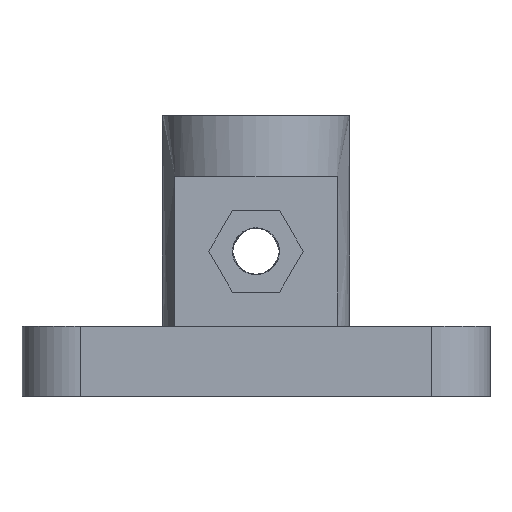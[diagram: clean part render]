
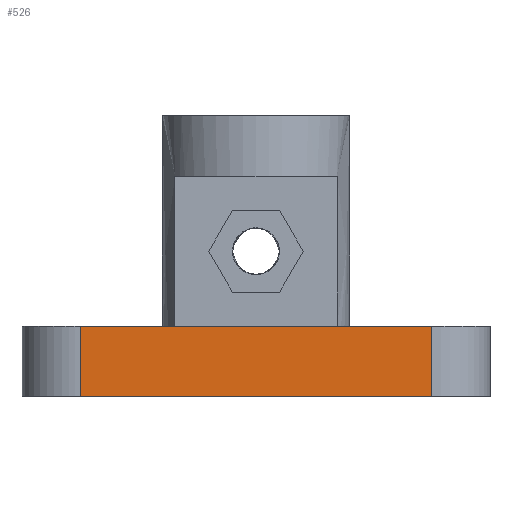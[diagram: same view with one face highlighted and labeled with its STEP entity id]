
A CAD part, left-side view. The second image highlights one B-rep face of the part: STEP entity #526.
In plain terms, the highlighted free-form (B-spline) face has degree [2, 1] with [3, 2] control points.
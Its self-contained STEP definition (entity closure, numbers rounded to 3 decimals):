
#46 = PLANE('',#47);
#47 = AXIS2_PLACEMENT_3D('',#48,#49,#50);
#48 = CARTESIAN_POINT('',(-3.365,44.871,1.703
    ));
#49 = DIRECTION('',(0.,0.,-1.));
#50 = DIRECTION('',(-1.,0.,0.));
#103 = PLANE('',#104);
#104 = AXIS2_PLACEMENT_3D('',#105,#106,#107);
#105 = CARTESIAN_POINT('',(-3.365,44.871,
    7.703));
#106 = DIRECTION('',(0.,0.,1.));
#107 = DIRECTION('',(1.,0.,0.));
#128 = ( BOUNDED_SURFACE() B_SPLINE_SURFACE(2,1,(
    (#129,#130)
    ,(#131,#132)
,(#133,#134
    )),.UNSPECIFIED.,.F.,.F.,.F.) B_SPLINE_SURFACE_WITH_KNOTS((3,3),(2,2
    ),(506.416,514.27),(0.,6.),
.PIECEWISE_BEZIER_KNOTS.) GEOMETRIC_REPRESENTATION_ITEM() 
RATIONAL_B_SPLINE_SURFACE((
    (1.,1.)
    ,(0.707,0.707)
,(1.,1.))) REPRESENTATION_ITEM('') SURFACE() );
#129 = CARTESIAN_POINT('',(1.635,4.871,1.703)
  );
#130 = CARTESIAN_POINT('',(1.635,4.871,7.703)
  );
#131 = CARTESIAN_POINT('',(1.635,-0.129,1.703
    ));
#132 = CARTESIAN_POINT('',(1.635,-0.129,7.703
    ));
#133 = CARTESIAN_POINT('',(6.635,-0.129,1.703
    ));
#134 = CARTESIAN_POINT('',(6.635,-0.129,7.703
    ));
#414 = ( BOUNDED_SURFACE() B_SPLINE_SURFACE(2,1,(
    (#415,#416)
    ,(#417,#418)
,(#419,#420
    )),.UNSPECIFIED.,.F.,.F.,.F.) B_SPLINE_SURFACE_WITH_KNOTS((3,3),(2,2
    ),(468.562,476.416),(0.,6.),
.PIECEWISE_BEZIER_KNOTS.) GEOMETRIC_REPRESENTATION_ITEM() 
RATIONAL_B_SPLINE_SURFACE((
    (1.,1.)
    ,(0.707,0.707)
,(1.,1.))) REPRESENTATION_ITEM('') SURFACE() );
#415 = CARTESIAN_POINT('',(6.635,39.871,1.703
    ));
#416 = CARTESIAN_POINT('',(6.635,39.871,7.703
    ));
#417 = CARTESIAN_POINT('',(1.635,39.871,1.703
    ));
#418 = CARTESIAN_POINT('',(1.635,39.871,7.703
    ));
#419 = CARTESIAN_POINT('',(1.635,34.871,1.703
    ));
#420 = CARTESIAN_POINT('',(1.635,34.871,7.703
    ));
#454 = VERTEX_POINT('',#455);
#455 = CARTESIAN_POINT('',(1.635,34.871,1.703
    ));
#476 = EDGE_CURVE('',#454,#477,#479,.T.);
#477 = VERTEX_POINT('',#478);
#478 = CARTESIAN_POINT('',(1.635,34.871,7.703
    ));
#479 = SURFACE_CURVE('',#480,(#483,#490),.PCURVE_S1.);
#480 = B_SPLINE_CURVE_WITH_KNOTS('',1,(#481,#482),.UNSPECIFIED.,.F.,.F.,
  (2,2),(0.,6.),.PIECEWISE_BEZIER_KNOTS.);
#481 = CARTESIAN_POINT('',(1.635,34.871,1.703
    ));
#482 = CARTESIAN_POINT('',(1.635,34.871,7.703
    ));
#483 = PCURVE('',#414,#484);
#484 = DEFINITIONAL_REPRESENTATION('',(#485),#489);
#485 = LINE('',#486,#487);
#486 = CARTESIAN_POINT('',(476.416,0.));
#487 = VECTOR('',#488,1.);
#488 = DIRECTION('',(0.,1.));
#489 = ( GEOMETRIC_REPRESENTATION_CONTEXT(2) 
PARAMETRIC_REPRESENTATION_CONTEXT() REPRESENTATION_CONTEXT('2D SPACE',''
  ) );
#490 = PCURVE('',#491,#498);
#491 = B_SPLINE_SURFACE_WITH_KNOTS('',2,1,(
    (#492,#493)
    ,(#494,#495)
    ,(#496,#497
    )),.UNSPECIFIED.,.F.,.F.,.F.,(3,3),(2,2),(476.416,
    506.416),(0.,6.),.PIECEWISE_BEZIER_KNOTS.);
#492 = CARTESIAN_POINT('',(1.635,34.871,1.703
    ));
#493 = CARTESIAN_POINT('',(1.635,34.871,7.703
    ));
#494 = CARTESIAN_POINT('',(1.635,19.871,1.703
    ));
#495 = CARTESIAN_POINT('',(1.635,19.871,7.703
    ));
#496 = CARTESIAN_POINT('',(1.635,4.871,1.703)
  );
#497 = CARTESIAN_POINT('',(1.635,4.871,7.703)
  );
#498 = DEFINITIONAL_REPRESENTATION('',(#499),#503);
#499 = LINE('',#500,#501);
#500 = CARTESIAN_POINT('',(476.416,0.));
#501 = VECTOR('',#502,1.);
#502 = DIRECTION('',(0.,1.));
#503 = ( GEOMETRIC_REPRESENTATION_CONTEXT(2) 
PARAMETRIC_REPRESENTATION_CONTEXT() REPRESENTATION_CONTEXT('2D SPACE',''
  ) );
#526 = ADVANCED_FACE('',(#527),#491,.T.);
#527 = FACE_BOUND('',#528,.T.);
#528 = EDGE_LOOP('',(#529,#552,#574,#595));
#529 = ORIENTED_EDGE('',*,*,#530,.T.);
#530 = EDGE_CURVE('',#454,#531,#533,.T.);
#531 = VERTEX_POINT('',#532);
#532 = CARTESIAN_POINT('',(1.635,4.871,1.703)
  );
#533 = SURFACE_CURVE('',#534,(#538,#545),.PCURVE_S1.);
#534 = B_SPLINE_CURVE_WITH_KNOTS('',2,(#535,#536,#537),.UNSPECIFIED.,.F.
  ,.F.,(3,3),(476.416,506.416),
  .PIECEWISE_BEZIER_KNOTS.);
#535 = CARTESIAN_POINT('',(1.635,34.871,1.703
    ));
#536 = CARTESIAN_POINT('',(1.635,19.871,1.703
    ));
#537 = CARTESIAN_POINT('',(1.635,4.871,1.703)
  );
#538 = PCURVE('',#491,#539);
#539 = DEFINITIONAL_REPRESENTATION('',(#540),#544);
#540 = LINE('',#541,#542);
#541 = CARTESIAN_POINT('',(0.,0.));
#542 = VECTOR('',#543,1.);
#543 = DIRECTION('',(1.,0.));
#544 = ( GEOMETRIC_REPRESENTATION_CONTEXT(2) 
PARAMETRIC_REPRESENTATION_CONTEXT() REPRESENTATION_CONTEXT('2D SPACE',''
  ) );
#545 = PCURVE('',#46,#546);
#546 = DEFINITIONAL_REPRESENTATION('',(#547),#551);
#547 = B_SPLINE_CURVE_WITH_KNOTS('',2,(#548,#549,#550),.UNSPECIFIED.,.F.
  ,.F.,(3,3),(476.416,506.416),
  .PIECEWISE_BEZIER_KNOTS.);
#548 = CARTESIAN_POINT('',(-5.,-10.));
#549 = CARTESIAN_POINT('',(-5.,-25.));
#550 = CARTESIAN_POINT('',(-5.,-40.));
#551 = ( GEOMETRIC_REPRESENTATION_CONTEXT(2) 
PARAMETRIC_REPRESENTATION_CONTEXT() REPRESENTATION_CONTEXT('2D SPACE',''
  ) );
#552 = ORIENTED_EDGE('',*,*,#553,.T.);
#553 = EDGE_CURVE('',#531,#554,#556,.T.);
#554 = VERTEX_POINT('',#555);
#555 = CARTESIAN_POINT('',(1.635,4.871,7.703)
  );
#556 = SURFACE_CURVE('',#557,(#560,#567),.PCURVE_S1.);
#557 = B_SPLINE_CURVE_WITH_KNOTS('',1,(#558,#559),.UNSPECIFIED.,.F.,.F.,
  (2,2),(0.,6.),.PIECEWISE_BEZIER_KNOTS.);
#558 = CARTESIAN_POINT('',(1.635,4.871,1.703)
  );
#559 = CARTESIAN_POINT('',(1.635,4.871,7.703)
  );
#560 = PCURVE('',#491,#561);
#561 = DEFINITIONAL_REPRESENTATION('',(#562),#566);
#562 = LINE('',#563,#564);
#563 = CARTESIAN_POINT('',(506.416,0.));
#564 = VECTOR('',#565,1.);
#565 = DIRECTION('',(0.,1.));
#566 = ( GEOMETRIC_REPRESENTATION_CONTEXT(2) 
PARAMETRIC_REPRESENTATION_CONTEXT() REPRESENTATION_CONTEXT('2D SPACE',''
  ) );
#567 = PCURVE('',#128,#568);
#568 = DEFINITIONAL_REPRESENTATION('',(#569),#573);
#569 = LINE('',#570,#571);
#570 = CARTESIAN_POINT('',(506.416,0.));
#571 = VECTOR('',#572,1.);
#572 = DIRECTION('',(0.,1.));
#573 = ( GEOMETRIC_REPRESENTATION_CONTEXT(2) 
PARAMETRIC_REPRESENTATION_CONTEXT() REPRESENTATION_CONTEXT('2D SPACE',''
  ) );
#574 = ORIENTED_EDGE('',*,*,#575,.F.);
#575 = EDGE_CURVE('',#477,#554,#576,.T.);
#576 = SURFACE_CURVE('',#577,(#581,#588),.PCURVE_S1.);
#577 = B_SPLINE_CURVE_WITH_KNOTS('',2,(#578,#579,#580),.UNSPECIFIED.,.F.
  ,.F.,(3,3),(476.416,506.416),
  .PIECEWISE_BEZIER_KNOTS.);
#578 = CARTESIAN_POINT('',(1.635,34.871,7.703
    ));
#579 = CARTESIAN_POINT('',(1.635,19.871,7.703
    ));
#580 = CARTESIAN_POINT('',(1.635,4.871,7.703)
  );
#581 = PCURVE('',#491,#582);
#582 = DEFINITIONAL_REPRESENTATION('',(#583),#587);
#583 = LINE('',#584,#585);
#584 = CARTESIAN_POINT('',(0.,6.));
#585 = VECTOR('',#586,1.);
#586 = DIRECTION('',(1.,0.));
#587 = ( GEOMETRIC_REPRESENTATION_CONTEXT(2) 
PARAMETRIC_REPRESENTATION_CONTEXT() REPRESENTATION_CONTEXT('2D SPACE',''
  ) );
#588 = PCURVE('',#103,#589);
#589 = DEFINITIONAL_REPRESENTATION('',(#590),#594);
#590 = B_SPLINE_CURVE_WITH_KNOTS('',2,(#591,#592,#593),.UNSPECIFIED.,.F.
  ,.F.,(3,3),(476.416,506.416),
  .PIECEWISE_BEZIER_KNOTS.);
#591 = CARTESIAN_POINT('',(5.,-10.));
#592 = CARTESIAN_POINT('',(5.,-25.));
#593 = CARTESIAN_POINT('',(5.,-40.));
#594 = ( GEOMETRIC_REPRESENTATION_CONTEXT(2) 
PARAMETRIC_REPRESENTATION_CONTEXT() REPRESENTATION_CONTEXT('2D SPACE',''
  ) );
#595 = ORIENTED_EDGE('',*,*,#476,.F.);
